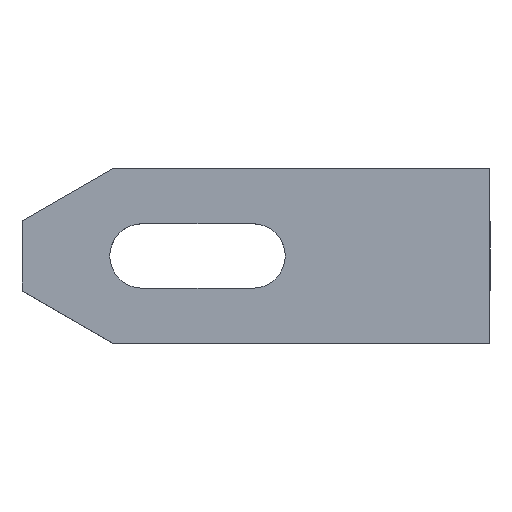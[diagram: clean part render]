
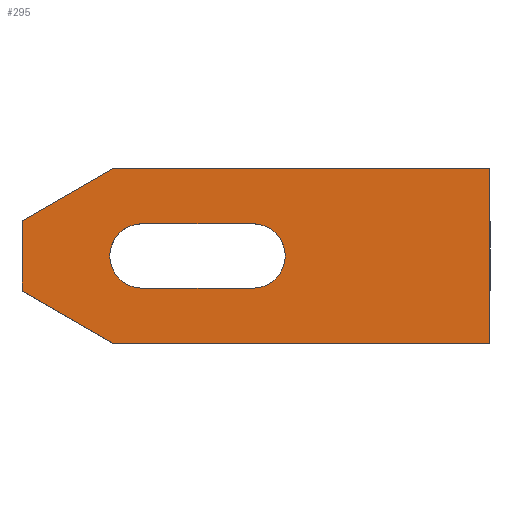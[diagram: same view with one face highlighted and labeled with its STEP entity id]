
A CAD part, top view. The second image highlights one B-rep face of the part: STEP entity #295.
In plain terms, the highlighted planar face has unit normal (0, 0, 1).
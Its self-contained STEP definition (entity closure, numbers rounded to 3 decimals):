
#131=VERTEX_POINT('',#342);
#141=VERTEX_POINT('',#353);
#147=EDGE_CURVE('',#189,#149,#359,.T.);
#149=VERTEX_POINT('',#361);
#155=VERTEX_POINT('',#367);
#173=EDGE_CURVE('',#227,#189,#386,.T.);
#187=EDGE_CURVE('',#193,#155,#401,.T.);
#189=VERTEX_POINT('',#403);
#193=VERTEX_POINT('',#407);
#217=EDGE_CURVE('',#263,#227,#435,.T.);
#227=VERTEX_POINT('',#446);
#243=EDGE_CURVE('',#141,#131,#464,.T.);
#261=EDGE_CURVE('',#131,#263,#485,.T.);
#263=VERTEX_POINT('',#487);
#267=EDGE_CURVE('',#283,#193,#492,.T.);
#275=EDGE_CURVE('',#307,#283,#500,.T.);
#277=EDGE_CURVE('',#149,#141,#502,.T.);
#283=VERTEX_POINT('',#508);
#295=ADVANCED_FACE('',(#520,#521),#522,.T.);
#299=EDGE_CURVE('',#155,#307,#526,.T.);
#307=VERTEX_POINT('',#535);
#342=CARTESIAN_POINT('',(72.5,-15.0,17.7));
#353=CARTESIAN_POINT('',(72.5,15.0,17.7));
#359=LINE('',#590,#591);
#361=CARTESIAN_POINT('',(8.088,15.0,17.7));
#367=CARTESIAN_POINT('',(13.,5.5,17.7));
#386=LINE('',#628,#629);
#401=CIRCLE('',#651,5.5);
#403=CARTESIAN_POINT('',(-7.5,6.0,17.7));
#407=CARTESIAN_POINT('',(13.,-5.5,17.7));
#435=LINE('',#692,#693);
#446=CARTESIAN_POINT('',(-7.5,-6.0,17.7));
#464=LINE('',#733,#734);
#485=LINE('',#760,#761);
#487=CARTESIAN_POINT('',(8.088,-15.0,17.7));
#492=LINE('',#769,#770);
#500=CIRCLE('',#780,5.5);
#502=LINE('',#783,#784);
#508=CARTESIAN_POINT('',(32.,-5.5,17.7));
#520=FACE_BOUND('',#810,.T.);
#521=FACE_OUTER_BOUND('',#811,.T.);
#522=PLANE('',#812);
#526=LINE('',#818,#819);
#535=CARTESIAN_POINT('',(32.,5.5,17.7));
#590=CARTESIAN_POINT('',(8.088,15.0,17.7));
#591=VECTOR('',#864,1.0);
#628=CARTESIAN_POINT('',(-7.5,6.0,17.7));
#629=VECTOR('',#884,1.0);
#651=AXIS2_PLACEMENT_3D('',#896,#897,#898);
#692=CARTESIAN_POINT('',(-7.5,-6.0,17.7));
#693=VECTOR('',#938,1.0);
#733=CARTESIAN_POINT('',(72.5,-15.0,17.7));
#734=VECTOR('',#973,1.0);
#760=CARTESIAN_POINT('',(8.088,-15.0,17.7));
#761=VECTOR('',#1000,1.0);
#769=CARTESIAN_POINT('',(33.615,-5.5,17.7));
#770=VECTOR('',#1013,1.0);
#780=AXIS2_PLACEMENT_3D('',#1017,#1018,#1019);
#783=CARTESIAN_POINT('',(72.5,15.0,17.7));
#784=VECTOR('',#1020,1.0);
#810=EDGE_LOOP('',(#1031,#1032,#1033,#1034));
#811=EDGE_LOOP('',(#1035,#1036,#1037,#1038,#1039,#1040));
#812=AXIS2_PLACEMENT_3D('',#1041,#1042,#1043);
#818=CARTESIAN_POINT('',(24.115,5.5,17.7));
#819=VECTOR('',#1047,1.0);
#864=DIRECTION('',(0.866,0.5,0.0));
#884=DIRECTION('',(0.0,1.0,0.0));
#896=CARTESIAN_POINT('',(13.,0.,17.7));
#897=DIRECTION('',(0.0,0.0,-1.0));
#898=DIRECTION('',(0.0,-1.0,0.0));
#938=DIRECTION('',(-0.866,0.5,0.0));
#973=DIRECTION('',(0.0,-1.0,0.0));
#1000=DIRECTION('',(-1.0,0.0,0.0));
#1013=DIRECTION('',(-1.0,0.0,0.0));
#1017=CARTESIAN_POINT('',(32.,0.,17.7));
#1018=DIRECTION('',(0.0,0.0,-1.0));
#1019=DIRECTION('',(0.,1.0,0.0));
#1020=DIRECTION('',(1.0,0.0,0.0));
#1031=ORIENTED_EDGE('',*,*,#187,.T.);
#1032=ORIENTED_EDGE('',*,*,#299,.T.);
#1033=ORIENTED_EDGE('',*,*,#275,.T.);
#1034=ORIENTED_EDGE('',*,*,#267,.T.);
#1035=ORIENTED_EDGE('',*,*,#261,.F.);
#1036=ORIENTED_EDGE('',*,*,#243,.F.);
#1037=ORIENTED_EDGE('',*,*,#277,.F.);
#1038=ORIENTED_EDGE('',*,*,#147,.F.);
#1039=ORIENTED_EDGE('',*,*,#173,.F.);
#1040=ORIENTED_EDGE('',*,*,#217,.F.);
#1041=CARTESIAN_POINT('',(35.23,0.,17.7));
#1042=DIRECTION('',(0.0,0.0,1.0));
#1043=DIRECTION('',(1.0,0.0,0.0));
#1047=DIRECTION('',(1.0,0.0,0.0));
